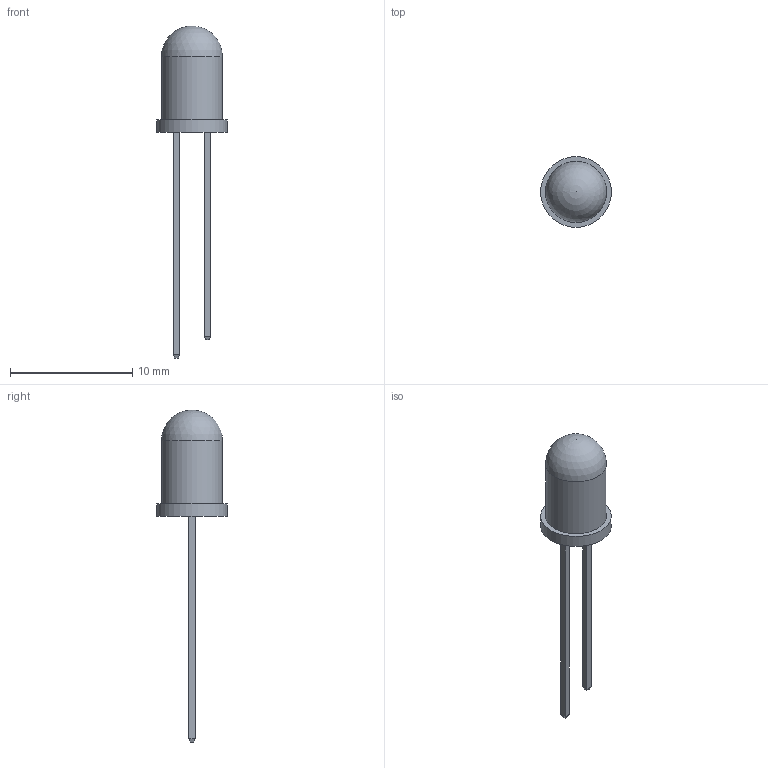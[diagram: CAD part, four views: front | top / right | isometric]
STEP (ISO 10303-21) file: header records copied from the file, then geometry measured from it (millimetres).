
FILE_DESCRIPTION(/* description */ (''),/* implementation_level */ '2;1');
FILE_NAME(/* name */ '5mm LED Diode 2p.step',/* time_stamp */ '2024-11-07T08:52:27+10:00',/* author */ (''),/* organization */ (''),/* preprocessor_version */ 'ST-DEVELOPER v20',/* originating_system */ 'Autodesk Translation Framework v13.20.0.188',/* authorisation */ '');
FILE_SCHEMA (('AUTOMOTIVE_DESIGN { 1 0 10303 214 3 1 1 }'));
Length unit declared in the file: millimetre
Products named in the file (1): 5mm LED Diode
Bounding box: 5.8 x 5.8 x 27.2 mm (x, y, z)
Volume: 173.6 mm3; surface area: 267.8 mm2
Topology: 3 solids, 3 shells, 36 faces, 82 edges, 52 vertices
Faces by surface type: plane 33, cylinder 2, sphere 1
Full cylindrical faces by diameter (mm): 5 x1, 5.8 x1
Entity records: 1028 total; most frequent: CARTESIAN_POINT 170, ORIENTED_EDGE 162, DIRECTION 161, EDGE_CURVE 81, LINE 75, VECTOR 75, VERTEX_POINT 52, AXIS2_PLACEMENT_3D 43
